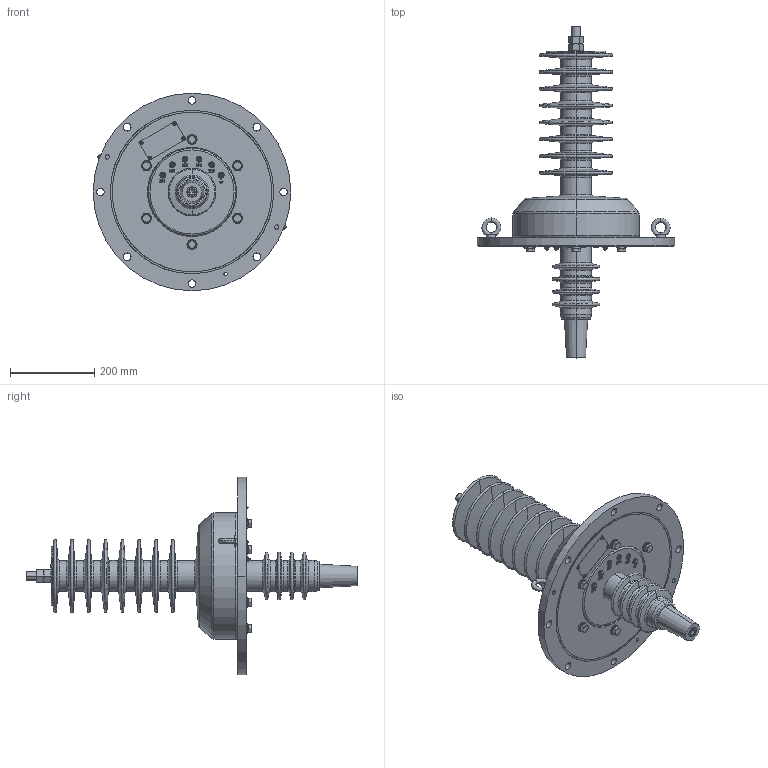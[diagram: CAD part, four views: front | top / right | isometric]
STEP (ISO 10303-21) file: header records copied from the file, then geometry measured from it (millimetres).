
FILE_DESCRIPTION (( 'STEP AP214' ), '1' );
FILE_NAME ('ﾒﾏﾋ-27 III.STEP', '2022-08-03T10:27:10', ( '' ), ( '' ), 'SwSTEP 2.0', 'SolidWorks 2010', '' );
FILE_SCHEMA (( 'AUTOMOTIVE_DESIGN' ));
Length unit declared in the file: millimetre
Products named in the file (1): ﾒﾏﾋ-27 III
Bounding box: 470 x 790 x 470 mm (x, y, z)
Volume: 14086085.7 mm3; surface area: 1225212.8 mm2
Topology: 49 solids, 49 shells, 991 faces, 2196 edges, 1363 vertices
Faces by surface type: plane 332, cylinder 306, cone 239, torus 100, sphere 14
Entity records: 39920 total; most frequent: CARTESIAN_POINT 5760, DIRECTION 5181, ORIENTED_EDGE 4388, EDGE_CURVE 2194, AXIS2_PLACEMENT_3D 2148, VERTEX_POINT 1363, CIRCLE 1156, EDGE_LOOP 1147
